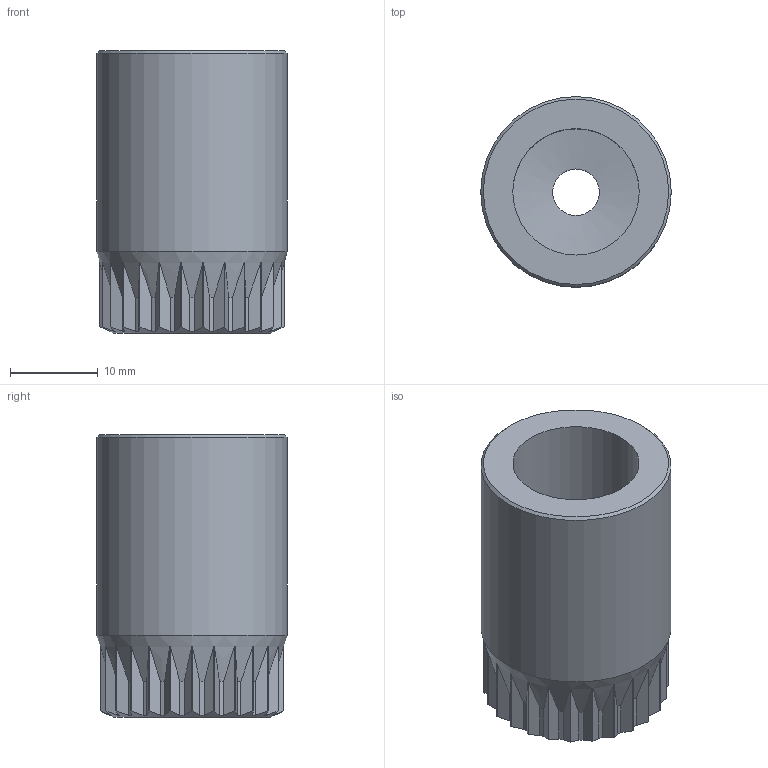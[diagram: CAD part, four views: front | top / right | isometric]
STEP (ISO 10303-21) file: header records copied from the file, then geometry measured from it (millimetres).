
FILE_DESCRIPTION(/* description */ (''),/* implementation_level */ '2;1');
FILE_NAME(/* name */ '9-27-5',/* time_stamp */ '2018-09-28T17:37:21+08:00',/* author */ (''),/* organization */ (''),/* preprocessor_version */ 'ST-DEVELOPER v9',/* originating_system */ 'UGS - NX 4.0',/* authorisation */ '');
FILE_SCHEMA (('CONFIG_CONTROL_DESIGN'));
Length unit declared in the file: millimetre
Products named in the file (1): Admi17DDra5j
Bounding box: 21.7 x 21.7 x 32.2 mm (x, y, z)
Volume: 7047 mm3; surface area: 4149.6 mm2
Topology: 1 solids, 1 shells, 114 faces, 332 edges, 220 vertices
Faces by surface type: cylinder 55, plane 54, cone 5
Full cylindrical faces by diameter (mm): 5.3 x1, 14.4 x1, 21.7 x1
Entity records: 3924 total; most frequent: CARTESIAN_POINT 965, ORIENTED_EDGE 642, DIRECTION 560, EDGE_CURVE 321, AXIS2_PLACEMENT_3D 228, VERTEX_POINT 217, EDGE_LOOP 124, ADVANCED_FACE 114
